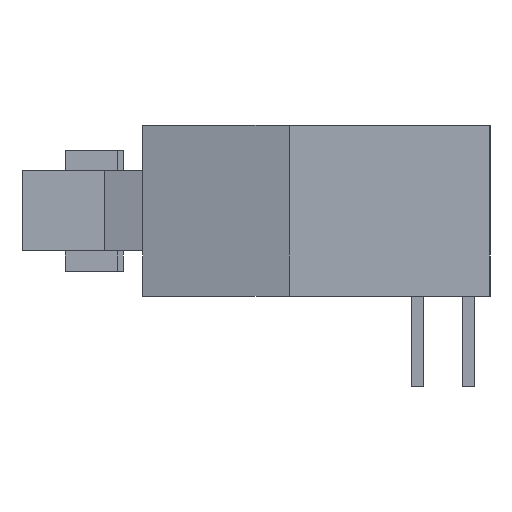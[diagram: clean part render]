
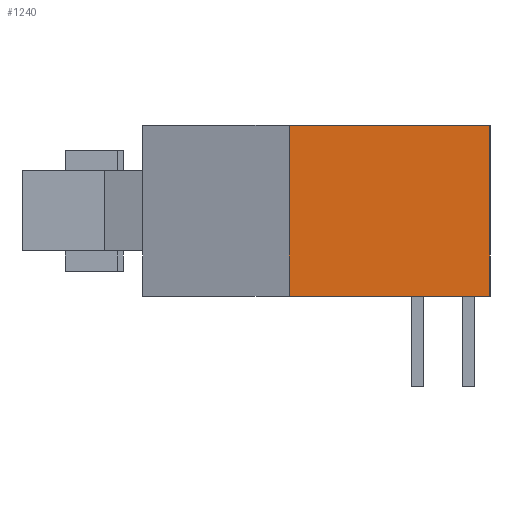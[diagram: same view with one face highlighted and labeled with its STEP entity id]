
A CAD part, left-side view. The second image highlights one B-rep face of the part: STEP entity #1240.
In plain terms, the highlighted planar face has unit normal (-1, 0, 0).
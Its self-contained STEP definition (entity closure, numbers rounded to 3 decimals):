
#1240=ADVANCED_FACE('',(#1980),#1612,.T.);
#1612=PLANE('',#8094);
#1980=FACE_OUTER_BOUND('',#2345,.T.);
#2345=EDGE_LOOP('',(#3709,#3710,#3711,#3712));
#3709=ORIENTED_EDGE('',*,*,#5724,.T.);
#3710=ORIENTED_EDGE('',*,*,#5725,.T.);
#3711=ORIENTED_EDGE('',*,*,#5726,.T.);
#3712=ORIENTED_EDGE('',*,*,#5721,.F.);
#4855=VERTEX_POINT('',#11407);
#4856=VERTEX_POINT('',#11409);
#4858=VERTEX_POINT('',#11415);
#4859=VERTEX_POINT('',#11417);
#5721=EDGE_CURVE('',#4855,#4856,#6658,.T.);
#5724=EDGE_CURVE('',#4855,#4858,#6661,.T.);
#5725=EDGE_CURVE('',#4858,#4859,#6662,.T.);
#5726=EDGE_CURVE('',#4859,#4856,#6663,.T.);
#6658=LINE('',#11408,#7587);
#6661=LINE('',#11414,#7590);
#6662=LINE('',#11416,#7591);
#6663=LINE('',#11418,#7592);
#7587=VECTOR('',#9517,1.);
#7590=VECTOR('',#9522,1.);
#7591=VECTOR('',#9523,1.);
#7592=VECTOR('',#9524,1.);
#8094=AXIS2_PLACEMENT_3D('',#11419,#9525,#9526);
#9517=DIRECTION('',(0.,0.,1.));
#9522=DIRECTION('',(0.,-1.,0.));
#9523=DIRECTION('',(0.,0.,1.));
#9524=DIRECTION('',(0.,1.,0.));
#9525=DIRECTION('',(-1.,0.,0.));
#9526=DIRECTION('',(0.,-1.,0.));
#11407=CARTESIAN_POINT('',(-31.573,12.59,0.));
#11408=CARTESIAN_POINT('',(-31.573,12.59,0.));
#11409=CARTESIAN_POINT('',(-31.573,12.59,8.5));
#11414=CARTESIAN_POINT('',(-31.573,12.59,0.));
#11415=CARTESIAN_POINT('',(-31.573,2.59,0.));
#11416=CARTESIAN_POINT('',(-31.573,2.59,0.));
#11417=CARTESIAN_POINT('',(-31.573,2.59,8.5));
#11418=CARTESIAN_POINT('',(-31.573,2.59,8.5));
#11419=CARTESIAN_POINT('',(-31.573,12.59,0.));
